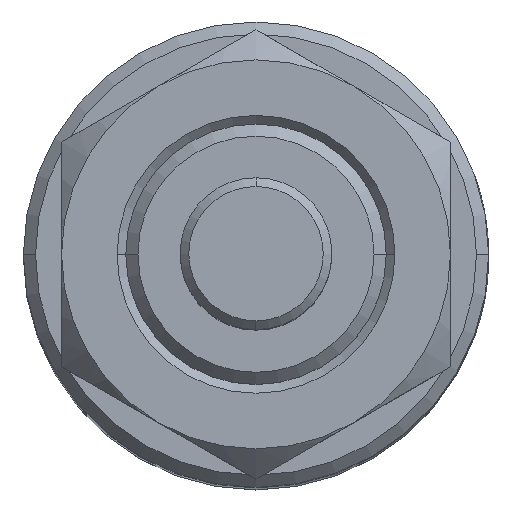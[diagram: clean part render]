
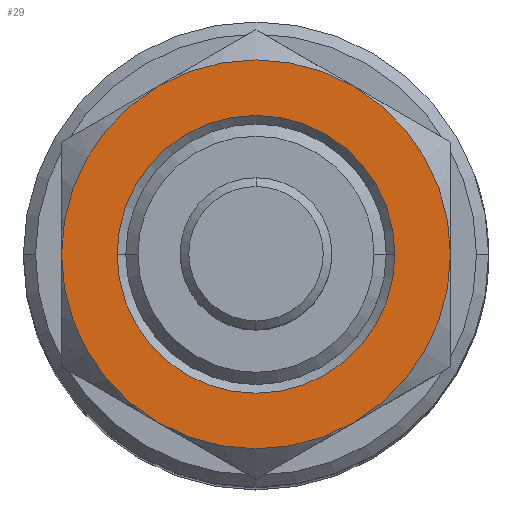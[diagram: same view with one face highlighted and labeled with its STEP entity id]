
A CAD part, top view. The second image highlights one B-rep face of the part: STEP entity #29.
In plain terms, the highlighted planar face has unit normal (0, 0, 1).
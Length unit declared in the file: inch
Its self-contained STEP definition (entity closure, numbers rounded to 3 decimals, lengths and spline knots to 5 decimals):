
#29 = ADVANCED_FACE ( 'NONE', ( #615, #2665 ), #759, .F. ) ;
#136 = DIRECTION ( 'NONE',  ( -1., 0., 0. ) ) ;
#306 = CIRCLE ( 'NONE', #1440, 0.56 ) ;
#362 = DIRECTION ( 'NONE',  ( 0., 0., -1. ) ) ;
#380 = CIRCLE ( 'NONE', #2438, 0.56 ) ;
#400 = EDGE_LOOP ( 'NONE', ( #1275, #756, #2698, #1500, #3200, #1072 ) ) ;
#427 = CARTESIAN_POINT ( 'NONE',  ( 0., 0., 0.21 ) ) ;
#447 = CARTESIAN_POINT ( 'NONE',  ( 0., 0., 0.21 ) ) ;
#459 = DIRECTION ( 'NONE',  ( 0., 0., -1. ) ) ;
#537 = EDGE_LOOP ( 'NONE', ( #2582, #990 ) ) ;
#555 = EDGE_CURVE ( 'NONE', #2011, #963, #1523, .T. ) ;
#615 = FACE_BOUND ( 'NONE', #537, .T. ) ;
#659 = VERTEX_POINT ( 'NONE', #2467 ) ;
#711 = DIRECTION ( 'NONE',  ( -1., 0., 0. ) ) ;
#728 = DIRECTION ( 'NONE',  ( -1., 0., 0. ) ) ;
#739 = AXIS2_PLACEMENT_3D ( 'NONE', #1650, #3605, #1931 ) ;
#756 = ORIENTED_EDGE ( 'NONE', *, *, #2445, .F. ) ;
#759 = PLANE ( 'NONE',  #3245 ) ;
#807 = VERTEX_POINT ( 'NONE', #1488 ) ;
#886 = EDGE_CURVE ( 'NONE', #2189, #1107, #3356, .T. ) ;
#963 = VERTEX_POINT ( 'NONE', #2970 ) ;
#990 = ORIENTED_EDGE ( 'NONE', *, *, #1431, .T. ) ;
#1015 = CARTESIAN_POINT ( 'NONE',  ( 0., 0., 0.21 ) ) ;
#1072 = ORIENTED_EDGE ( 'NONE', *, *, #555, .F. ) ;
#1107 = VERTEX_POINT ( 'NONE', #1152 ) ;
#1152 = CARTESIAN_POINT ( 'NONE',  ( -0.28, -0.48497, 0.21 ) ) ;
#1275 = ORIENTED_EDGE ( 'NONE', *, *, #2987, .F. ) ;
#1299 = DIRECTION ( 'NONE',  ( 1., 0., 0. ) ) ;
#1313 = CARTESIAN_POINT ( 'NONE',  ( 0., 0., 0.21 ) ) ;
#1320 = DIRECTION ( 'NONE',  ( -1., 0., 0. ) ) ;
#1403 = VERTEX_POINT ( 'NONE', #2399 ) ;
#1431 = EDGE_CURVE ( 'NONE', #1403, #659, #3164, .T. ) ;
#1440 = AXIS2_PLACEMENT_3D ( 'NONE', #1015, #2972, #1299 ) ;
#1488 = CARTESIAN_POINT ( 'NONE',  ( -0.56, 0., 0.21 ) ) ;
#1500 = ORIENTED_EDGE ( 'NONE', *, *, #3123, .F. ) ;
#1523 = CIRCLE ( 'NONE', #2167, 0.56 ) ;
#1551 = DIRECTION ( 'NONE',  ( 0., 0., -1. ) ) ;
#1597 = CARTESIAN_POINT ( 'NONE',  ( 0.56, 0.96995, 0.21 ) ) ;
#1602 = DIRECTION ( 'NONE',  ( -1., 0., 0. ) ) ;
#1615 = CARTESIAN_POINT ( 'NONE',  ( -0.28, 0.48497, 0.21 ) ) ;
#1650 = CARTESIAN_POINT ( 'NONE',  ( 0., 0., 0.21 ) ) ;
#1714 = VERTEX_POINT ( 'NONE', #2578 ) ;
#1750 = AXIS2_PLACEMENT_3D ( 'NONE', #3475, #1809, #136 ) ;
#1809 = DIRECTION ( 'NONE',  ( 0., 0., -1. ) ) ;
#1868 = CIRCLE ( 'NONE', #739, 0.56 ) ;
#1931 = DIRECTION ( 'NONE',  ( -1., 0., 0. ) ) ;
#1946 = EDGE_CURVE ( 'NONE', #1714, #963, #306, .T. ) ;
#2011 = VERTEX_POINT ( 'NONE', #1615 ) ;
#2034 = CARTESIAN_POINT ( 'NONE',  ( 0., 0., 0.21 ) ) ;
#2167 = AXIS2_PLACEMENT_3D ( 'NONE', #1313, #3258, #1602 ) ;
#2189 = VERTEX_POINT ( 'NONE', #3115 ) ;
#2243 = EDGE_CURVE ( 'NONE', #659, #1403, #2487, .T. ) ;
#2315 = DIRECTION ( 'NONE',  ( -1., 0., 0. ) ) ;
#2316 = AXIS2_PLACEMENT_3D ( 'NONE', #427, #2373, #711 ) ;
#2373 = DIRECTION ( 'NONE',  ( 0., 0., -1. ) ) ;
#2397 = DIRECTION ( 'NONE',  ( 0., 0., -1. ) ) ;
#2399 = CARTESIAN_POINT ( 'NONE',  ( -0.4, 0., 0.21 ) ) ;
#2438 = AXIS2_PLACEMENT_3D ( 'NONE', #447, #2397, #728 ) ;
#2445 = EDGE_CURVE ( 'NONE', #1107, #807, #380, .T. ) ;
#2467 = CARTESIAN_POINT ( 'NONE',  ( 0.4, 0., 0.21 ) ) ;
#2487 = CIRCLE ( 'NONE', #2667, 0.4 ) ;
#2578 = CARTESIAN_POINT ( 'NONE',  ( 0.56, 0., 0.21 ) ) ;
#2582 = ORIENTED_EDGE ( 'NONE', *, *, #2243, .T. ) ;
#2665 = FACE_OUTER_BOUND ( 'NONE', #400, .T. ) ;
#2667 = AXIS2_PLACEMENT_3D ( 'NONE', #2034, #362, #2315 ) ;
#2698 = ORIENTED_EDGE ( 'NONE', *, *, #886, .F. ) ;
#2970 = CARTESIAN_POINT ( 'NONE',  ( 0.28, 0.48497, 0.21 ) ) ;
#2972 = DIRECTION ( 'NONE',  ( 0., 0., 1. ) ) ;
#2987 = EDGE_CURVE ( 'NONE', #807, #2011, #3525, .T. ) ;
#3115 = CARTESIAN_POINT ( 'NONE',  ( 0.28, -0.48497, 0.21 ) ) ;
#3123 = EDGE_CURVE ( 'NONE', #1714, #2189, #1868, .T. ) ;
#3164 = CIRCLE ( 'NONE', #2316, 0.4 ) ;
#3200 = ORIENTED_EDGE ( 'NONE', *, *, #1946, .T. ) ;
#3208 = CARTESIAN_POINT ( 'NONE',  ( 0., 0., 0.21 ) ) ;
#3245 = AXIS2_PLACEMENT_3D ( 'NONE', #1597, #459, #1320 ) ;
#3258 = DIRECTION ( 'NONE',  ( 0., 0., -1. ) ) ;
#3356 = CIRCLE ( 'NONE', #3458, 0.56 ) ;
#3458 = AXIS2_PLACEMENT_3D ( 'NONE', #3208, #1551, #3492 ) ;
#3475 = CARTESIAN_POINT ( 'NONE',  ( 0., 0., 0.21 ) ) ;
#3492 = DIRECTION ( 'NONE',  ( -1., 0., 0. ) ) ;
#3525 = CIRCLE ( 'NONE', #1750, 0.56 ) ;
#3605 = DIRECTION ( 'NONE',  ( 0., 0., -1. ) ) ;
